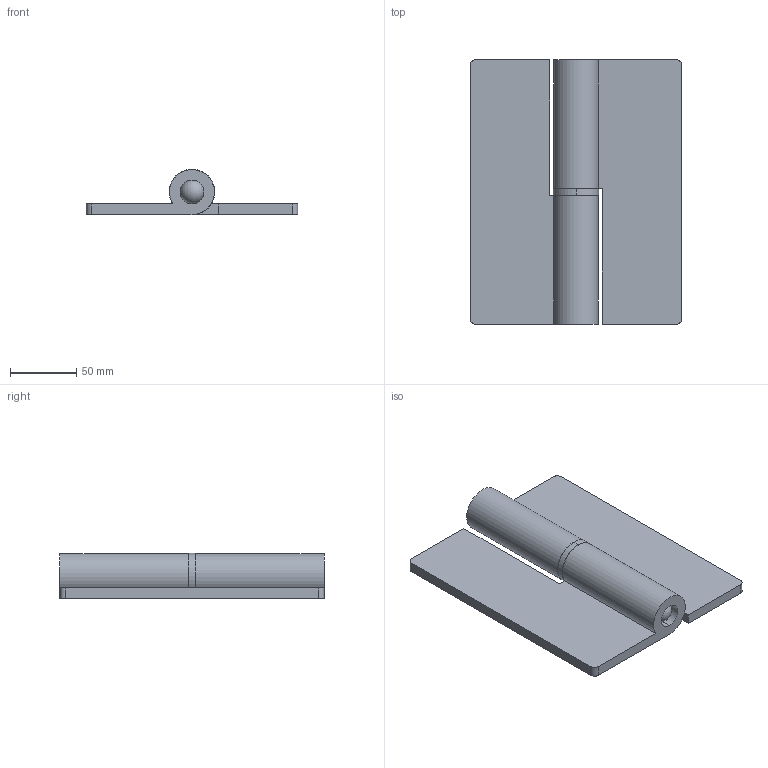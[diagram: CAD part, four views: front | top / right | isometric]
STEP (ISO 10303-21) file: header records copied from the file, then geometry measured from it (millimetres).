
FILE_DESCRIPTION (( 'STEP AP203' ), '1' );
FILE_NAME ('B-1365-1-R.STEP', '2008-12-09T08:49:53', ( ' ' ), ( ' ' ), 'SwSTEP 2.0', 'SolidWorks 2007', '' );
FILE_SCHEMA (( 'CONFIG_CONTROL_DESIGN' ));
Length unit declared in the file: millimetre
Products named in the file (4): B-1365-1-R; B-1365-1-R僸儞僕B__棉太倌; B-1365-1-R僸儞僕A__棉太倌; B-1365-1-L儚僢僔儍乕__棉太倌
Assembly tree (3 placements, depth 2):
  B-1365-1-R
    B-1365-1-R僸儞僕B__棉太倌
    B-1365-1-L儚僢僔儍乕__棉太倌
    B-1365-1-R僸儞僕A__棉太倌
Bounding box: 160 x 200 x 34.5 mm (x, y, z)
Volume: 387778.4 mm3; surface area: 93729 mm2
Topology: 3 solids, 3 shells, 31 faces, 76 edges, 50 vertices
Faces by surface type: plane 16, cylinder 14, sphere 1
Entity records: 1316 total; most frequent: DIRECTION 174, CARTESIAN_POINT 157, ORIENTED_EDGE 144, EDGE_CURVE 72, AXIS2_PLACEMENT_3D 65, VERTEX_POINT 48, LINE 44, VECTOR 44
